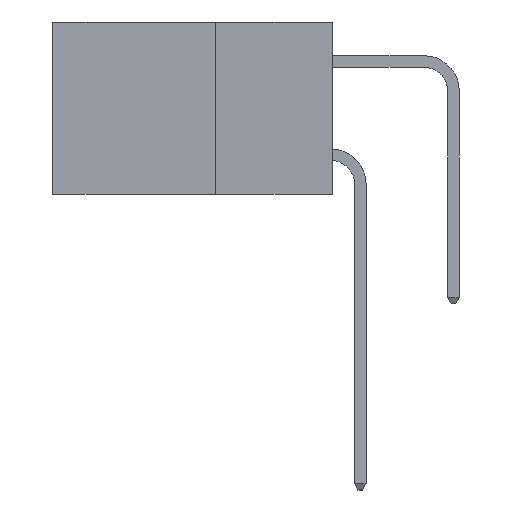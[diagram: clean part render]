
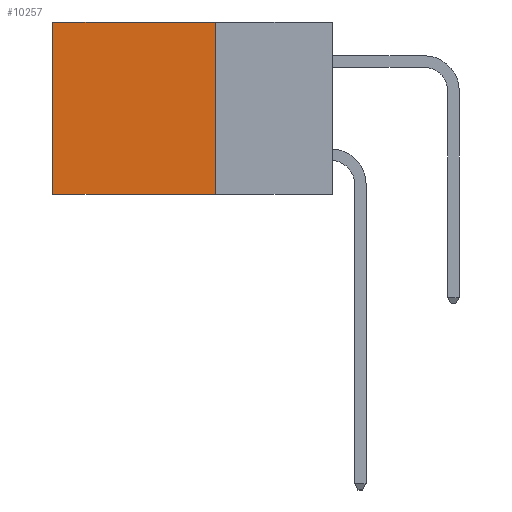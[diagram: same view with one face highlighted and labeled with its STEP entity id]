
A CAD part, left-side view. The second image highlights one B-rep face of the part: STEP entity #10257.
In plain terms, the highlighted planar face has unit normal (-1, 0, 0).
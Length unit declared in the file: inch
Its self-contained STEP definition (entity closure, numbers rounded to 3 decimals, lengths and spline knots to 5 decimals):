
#278 = DIRECTION ( 'NONE',  ( 0., 1., 0. ) ) ;
#299 = VERTEX_POINT ( 'NONE', #12398 ) ;
#495 = DIRECTION ( 'NONE',  ( 0., 1., 0. ) ) ;
#1184 = CARTESIAN_POINT ( 'NONE',  ( 0.2615, 0.6, -0.37 ) ) ;
#1598 = VERTEX_POINT ( 'NONE', #2562 ) ;
#1815 = EDGE_CURVE ( 'NONE', #299, #3706, #9940, .T. ) ;
#2015 = VECTOR ( 'NONE', #278, 39.37008 ) ;
#2562 = CARTESIAN_POINT ( 'NONE',  ( 0.2615, 0.25, -0.37 ) ) ;
#2599 = VECTOR ( 'NONE', #495, 39.37008 ) ;
#2677 = EDGE_CURVE ( 'NONE', #3706, #3691, #9772, .T. ) ;
#2695 = CARTESIAN_POINT ( 'NONE',  ( 0.2615, 0.25, -0.37 ) ) ;
#2950 = LINE ( 'NONE', #8840, #2599 ) ;
#3236 = ORIENTED_EDGE ( 'NONE', *, *, #9602, .F. ) ;
#3691 = VERTEX_POINT ( 'NONE', #1184 ) ;
#3706 = VERTEX_POINT ( 'NONE', #8569 ) ;
#5862 = CARTESIAN_POINT ( 'NONE',  ( 0.2615, 0.25, 0. ) ) ;
#5871 = DIRECTION ( 'NONE',  ( 1., 0., 0. ) ) ;
#6063 = DIRECTION ( 'NONE',  ( 0., 0., -1. ) ) ;
#6433 = EDGE_CURVE ( 'NONE', #299, #1598, #11524, .T. ) ;
#6953 = VECTOR ( 'NONE', #9706, 39.37008 ) ;
#7470 = ORIENTED_EDGE ( 'NONE', *, *, #1815, .T. ) ;
#8355 = ORIENTED_EDGE ( 'NONE', *, *, #2677, .T. ) ;
#8569 = CARTESIAN_POINT ( 'NONE',  ( 0.2615, 0.6, 0. ) ) ;
#8579 = AXIS2_PLACEMENT_3D ( 'NONE', #12460, #5871, #12491 ) ;
#8840 = CARTESIAN_POINT ( 'NONE',  ( 0.2615, 0.25, -0.37 ) ) ;
#8925 = VECTOR ( 'NONE', #6063, 39.37008 ) ;
#9394 = ORIENTED_EDGE ( 'NONE', *, *, #6433, .F. ) ;
#9457 = CARTESIAN_POINT ( 'NONE',  ( 0.2615, 0.6, -0.37 ) ) ;
#9602 = EDGE_CURVE ( 'NONE', #1598, #3691, #2950, .T. ) ;
#9706 = DIRECTION ( 'NONE',  ( 0., 0., -1. ) ) ;
#9772 = LINE ( 'NONE', #9457, #6953 ) ;
#9940 = LINE ( 'NONE', #5862, #2015 ) ;
#10257 = ADVANCED_FACE ( 'NONE', ( #10314 ), #11636, .F. ) ;
#10314 = FACE_OUTER_BOUND ( 'NONE', #11313, .T. ) ;
#11313 = EDGE_LOOP ( 'NONE', ( #8355, #3236, #9394, #7470 ) ) ;
#11524 = LINE ( 'NONE', #2695, #8925 ) ;
#11636 = PLANE ( 'NONE',  #8579 ) ;
#12398 = CARTESIAN_POINT ( 'NONE',  ( 0.2615, 0.25, 0. ) ) ;
#12460 = CARTESIAN_POINT ( 'NONE',  ( 0.2615, 0.25, -0.37 ) ) ;
#12491 = DIRECTION ( 'NONE',  ( 0., 0., -1. ) ) ;
